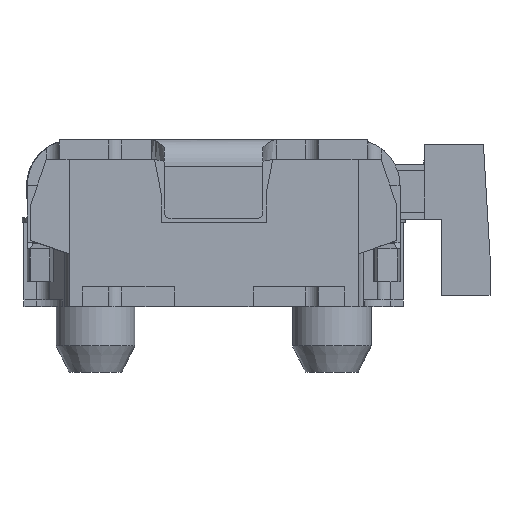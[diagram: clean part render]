
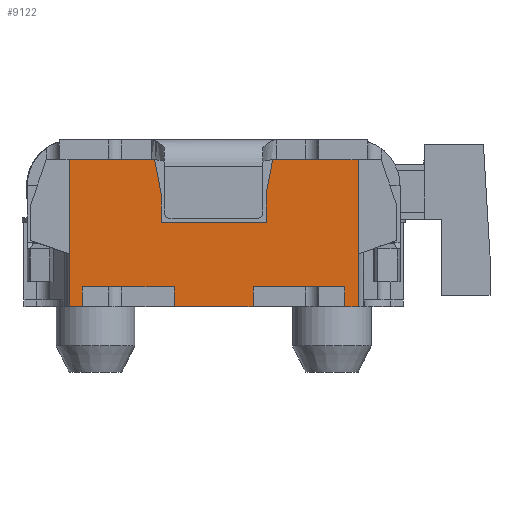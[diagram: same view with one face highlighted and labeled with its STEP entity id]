
A CAD part, left-side view. The second image highlights one B-rep face of the part: STEP entity #9122.
In plain terms, the highlighted planar face has unit normal (-1, 0, 0).
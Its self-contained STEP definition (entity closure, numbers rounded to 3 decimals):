
#807=FACE_OUTER_BOUND('',#1265,.T.);
#1265=EDGE_LOOP('',(#7661,#7662,#7663,#7664,#7665,#7666,#7667,#7668,#7669,
#7670,#7671,#7672,#7673,#7674,#7675,#7676,#7677,#7678,#7679,#7680));
#2091=LINE('',#14752,#3101);
#2093=LINE('',#14756,#3103);
#2095=LINE('',#14760,#3105);
#2098=LINE('',#14766,#3108);
#2099=LINE('',#14769,#3109);
#2102=LINE('',#14774,#3112);
#2104=LINE('',#14778,#3114);
#2106=LINE('',#14782,#3116);
#2107=LINE('',#14785,#3117);
#2109=LINE('',#14789,#3119);
#2111=LINE('',#14793,#3121);
#2113=LINE('',#14797,#3123);
#2115=LINE('',#14801,#3125);
#2117=LINE('',#14804,#3127);
#2118=LINE('',#14806,#3128);
#2238=LINE('',#15072,#3248);
#2249=LINE('',#15104,#3259);
#2250=LINE('',#15105,#3260);
#2251=LINE('',#15106,#3261);
#2252=LINE('',#15107,#3262);
#3101=VECTOR('',#11621,1371.429);
#3103=VECTOR('',#11625,1371.429);
#3105=VECTOR('',#11629,1371.429);
#3108=VECTOR('',#11634,1371.429);
#3109=VECTOR('',#11637,1371.429);
#3112=VECTOR('',#11642,1371.429);
#3114=VECTOR('',#11646,1371.429);
#3116=VECTOR('',#11650,1371.429);
#3117=VECTOR('',#11653,1371.429);
#3119=VECTOR('',#11657,1371.429);
#3121=VECTOR('',#11661,1371.429);
#3123=VECTOR('',#11665,1371.429);
#3125=VECTOR('',#11669,1371.429);
#3127=VECTOR('',#11673,1371.429);
#3128=VECTOR('',#11676,1371.429);
#3248=VECTOR('',#11930,1371.429);
#3259=VECTOR('',#11947,1371.429);
#3260=VECTOR('',#11948,1371.429);
#3261=VECTOR('',#11949,1371.429);
#3262=VECTOR('',#11950,1371.429);
#3796=VERTEX_POINT('',#14149);
#3808=VERTEX_POINT('',#14185);
#3968=VERTEX_POINT('',#14703);
#3983=VERTEX_POINT('',#14748);
#3984=VERTEX_POINT('',#14750);
#3985=VERTEX_POINT('',#14754);
#3986=VERTEX_POINT('',#14758);
#3987=VERTEX_POINT('',#14762);
#3988=VERTEX_POINT('',#14764);
#3989=VERTEX_POINT('',#14768);
#3990=VERTEX_POINT('',#14772);
#3991=VERTEX_POINT('',#14776);
#3992=VERTEX_POINT('',#14780);
#3993=VERTEX_POINT('',#14784);
#3994=VERTEX_POINT('',#14788);
#3995=VERTEX_POINT('',#14792);
#3996=VERTEX_POINT('',#14796);
#3997=VERTEX_POINT('',#14800);
#4076=VERTEX_POINT('',#15071);
#4086=VERTEX_POINT('',#15103);
#5140=EDGE_CURVE('',#3984,#3983,#2091,.T.);
#5142=EDGE_CURVE('',#3983,#3985,#2093,.T.);
#5144=EDGE_CURVE('',#3985,#3986,#2095,.T.);
#5147=EDGE_CURVE('',#3988,#3987,#2098,.T.);
#5148=EDGE_CURVE('',#3987,#3989,#2099,.T.);
#5151=EDGE_CURVE('',#3989,#3990,#2102,.T.);
#5153=EDGE_CURVE('',#3991,#3796,#2104,.T.);
#5155=EDGE_CURVE('',#3796,#3992,#2106,.T.);
#5156=EDGE_CURVE('',#3992,#3993,#2107,.T.);
#5158=EDGE_CURVE('',#3993,#3994,#2109,.T.);
#5160=EDGE_CURVE('',#3994,#3995,#2111,.T.);
#5162=EDGE_CURVE('',#3995,#3996,#2113,.T.);
#5164=EDGE_CURVE('',#3996,#3997,#2115,.T.);
#5166=EDGE_CURVE('',#3997,#3808,#2117,.T.);
#5167=EDGE_CURVE('',#3808,#3968,#2118,.T.);
#5301=EDGE_CURVE('',#3968,#4076,#2238,.T.);
#5314=EDGE_CURVE('',#3991,#4086,#2249,.T.);
#5315=EDGE_CURVE('',#3990,#4086,#2250,.T.);
#5316=EDGE_CURVE('',#3986,#3988,#2251,.T.);
#5317=EDGE_CURVE('',#4076,#3984,#2252,.T.);
#7661=ORIENTED_EDGE('',*,*,#5166,.F.);
#7662=ORIENTED_EDGE('',*,*,#5164,.F.);
#7663=ORIENTED_EDGE('',*,*,#5162,.F.);
#7664=ORIENTED_EDGE('',*,*,#5160,.F.);
#7665=ORIENTED_EDGE('',*,*,#5158,.F.);
#7666=ORIENTED_EDGE('',*,*,#5156,.F.);
#7667=ORIENTED_EDGE('',*,*,#5155,.F.);
#7668=ORIENTED_EDGE('',*,*,#5153,.F.);
#7669=ORIENTED_EDGE('',*,*,#5314,.T.);
#7670=ORIENTED_EDGE('',*,*,#5315,.F.);
#7671=ORIENTED_EDGE('',*,*,#5151,.F.);
#7672=ORIENTED_EDGE('',*,*,#5148,.F.);
#7673=ORIENTED_EDGE('',*,*,#5147,.F.);
#7674=ORIENTED_EDGE('',*,*,#5316,.F.);
#7675=ORIENTED_EDGE('',*,*,#5144,.F.);
#7676=ORIENTED_EDGE('',*,*,#5142,.F.);
#7677=ORIENTED_EDGE('',*,*,#5140,.F.);
#7678=ORIENTED_EDGE('',*,*,#5317,.F.);
#7679=ORIENTED_EDGE('',*,*,#5301,.F.);
#7680=ORIENTED_EDGE('',*,*,#5167,.F.);
#8226=PLANE('',#9762);
#9122=ADVANCED_FACE('',(#807),#8226,.F.);
#9762=AXIS2_PLACEMENT_3D('',#15102,#11945,#11946);
#11621=DIRECTION('',(0.,0.,1.));
#11625=DIRECTION('',(0.,1.,0.));
#11629=DIRECTION('',(0.,0.,-1.));
#11634=DIRECTION('',(0.,0.,1.));
#11637=DIRECTION('',(0.,1.,0.));
#11642=DIRECTION('',(0.,0.,-1.));
#11646=DIRECTION('',(0.,-1.,0.));
#11650=DIRECTION('',(0.,-1.,0.));
#11653=DIRECTION('',(0.,-0.189,-0.982));
#11657=DIRECTION('',(0.,0.,-1.));
#11661=DIRECTION('',(0.,-1.,0.));
#11665=DIRECTION('',(0.,0.,1.));
#11669=DIRECTION('',(0.,-0.189,0.982));
#11673=DIRECTION('',(0.,-1.,0.));
#11676=DIRECTION('',(0.,-1.,0.));
#11930=DIRECTION('',(0.,0.,-1.));
#11945=DIRECTION('center_axis',(1.,0.,0.));
#11946=DIRECTION('ref_axis',(0.,0.,-1.));
#11947=DIRECTION('',(0.,0.,-1.));
#11948=DIRECTION('',(0.,1.,0.));
#11949=DIRECTION('',(0.,1.,0.));
#11950=DIRECTION('',(0.,1.,0.));
#14149=CARTESIAN_POINT('',(-3.301,0.726,1.48));
#14185=CARTESIAN_POINT('',(-3.301,-1.469,1.48));
#14703=CARTESIAN_POINT('',(-3.301,-1.88,1.48));
#14748=CARTESIAN_POINT('',(-3.301,-1.743,0.15));
#14750=CARTESIAN_POINT('',(-3.301,-1.743,-0.056));
#14752=CARTESIAN_POINT('',(-3.301,-1.743,1.686));
#14754=CARTESIAN_POINT('',(-3.301,-0.783,0.15));
#14756=CARTESIAN_POINT('',(-3.301,1.096,0.15));
#14758=CARTESIAN_POINT('',(-3.301,-0.783,-0.056));
#14760=CARTESIAN_POINT('',(-3.301,-0.783,1.686));
#14762=CARTESIAN_POINT('',(-3.301,0.04,0.15));
#14764=CARTESIAN_POINT('',(-3.301,0.04,-0.056));
#14766=CARTESIAN_POINT('',(-3.301,0.04,1.686));
#14768=CARTESIAN_POINT('',(-3.301,1.,0.15));
#14769=CARTESIAN_POINT('',(-3.301,1.096,0.15));
#14772=CARTESIAN_POINT('',(-3.301,1.,-0.056));
#14774=CARTESIAN_POINT('',(-3.301,1.,1.686));
#14776=CARTESIAN_POINT('',(-3.301,1.137,1.48));
#14778=CARTESIAN_POINT('',(-3.301,1.096,1.48));
#14780=CARTESIAN_POINT('',(-3.301,0.246,1.48));
#14782=CARTESIAN_POINT('',(-3.301,1.096,1.48));
#14784=CARTESIAN_POINT('',(-3.301,0.177,1.124));
#14785=CARTESIAN_POINT('',(-3.301,0.246,1.48));
#14788=CARTESIAN_POINT('',(-3.301,0.177,0.822));
#14789=CARTESIAN_POINT('',(-3.301,0.177,1.686));
#14792=CARTESIAN_POINT('',(-3.301,-0.92,0.822));
#14793=CARTESIAN_POINT('',(-3.301,1.096,0.822));
#14796=CARTESIAN_POINT('',(-3.301,-0.92,1.124));
#14797=CARTESIAN_POINT('',(-3.301,-0.92,1.686));
#14800=CARTESIAN_POINT('',(-3.301,-0.989,1.48));
#14801=CARTESIAN_POINT('',(-3.301,-0.92,1.124));
#14804=CARTESIAN_POINT('',(-3.301,1.096,1.48));
#14806=CARTESIAN_POINT('',(-3.301,1.096,1.48));
#15071=CARTESIAN_POINT('',(-3.301,-1.88,-0.056));
#15072=CARTESIAN_POINT('',(-3.301,-1.88,1.686));
#15102=CARTESIAN_POINT('Origin',(-3.301,1.096,1.686));
#15103=CARTESIAN_POINT('',(-3.301,1.137,-0.056));
#15104=CARTESIAN_POINT('',(-3.301,1.137,0.493));
#15105=CARTESIAN_POINT('',(-3.301,1.61,-0.056));
#15106=CARTESIAN_POINT('',(-3.301,1.61,-0.056));
#15107=CARTESIAN_POINT('',(-3.301,1.61,-0.056));
